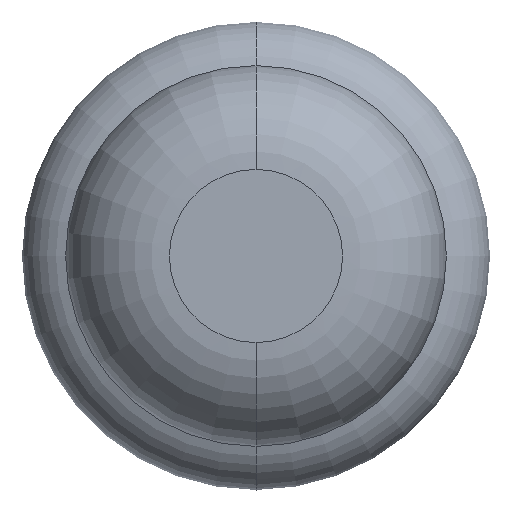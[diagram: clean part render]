
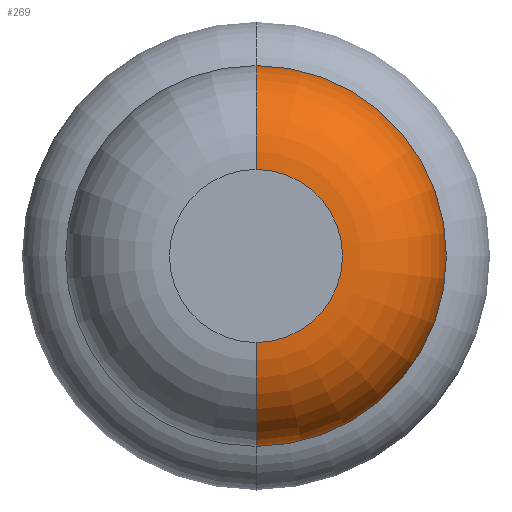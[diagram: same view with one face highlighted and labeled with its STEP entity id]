
A CAD part, front view. The second image highlights one B-rep face of the part: STEP entity #269.
In plain terms, the highlighted toroidal (fillet/blend) face has major radius 0.375 mm and minor radius 0.45 mm.
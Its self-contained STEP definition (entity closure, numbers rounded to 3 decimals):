
#135 = CARTESIAN_POINT ( 'NONE',  ( 0., -23.55, 0.375 ) ) ;
#142 = FACE_OUTER_BOUND ( 'NONE', #230, .T. ) ;
#199 = CARTESIAN_POINT ( 'NONE',  ( 0., -24., 0.375 ) ) ;
#206 = DIRECTION ( 'NONE',  ( 0., 0., -1. ) ) ;
#230 = EDGE_LOOP ( 'NONE', ( #1592, #253, #1053, #4564 ) ) ;
#253 = ORIENTED_EDGE ( 'NONE', *, *, #1205, .T. ) ;
#269 = ADVANCED_FACE ( 'NONE', ( #142 ), #1280, .T. ) ;
#327 = VERTEX_POINT ( 'NONE', #1032 ) ;
#513 = DIRECTION ( 'NONE',  ( -1., 0., 0. ) ) ;
#656 = AXIS2_PLACEMENT_3D ( 'NONE', #135, #513, #4588 ) ;
#800 = CIRCLE ( 'NONE', #656, 0.45 ) ;
#906 = DIRECTION ( 'NONE',  ( 0., 0., 1. ) ) ;
#943 = AXIS2_PLACEMENT_3D ( 'NONE', #2734, #1670, #2409 ) ;
#1032 = CARTESIAN_POINT ( 'NONE',  ( 0., -24., -0.375 ) ) ;
#1053 = ORIENTED_EDGE ( 'NONE', *, *, #3141, .F. ) ;
#1205 = EDGE_CURVE ( 'NONE', #327, #4619, #2269, .T. ) ;
#1234 = CIRCLE ( 'NONE', #4081, 0.375 ) ;
#1273 = CARTESIAN_POINT ( 'NONE',  ( 0., -23.55, -0.375 ) ) ;
#1280 = TOROIDAL_SURFACE ( 'NONE', #943, 0.375, 0.45 ) ;
#1313 = DIRECTION ( 'NONE',  ( 0., 0., 1. ) ) ;
#1592 = ORIENTED_EDGE ( 'NONE', *, *, #2432, .T. ) ;
#1597 = VERTEX_POINT ( 'NONE', #199 ) ;
#1670 = DIRECTION ( 'NONE',  ( 0., 1., 0. ) ) ;
#1690 = CARTESIAN_POINT ( 'NONE',  ( 0., -23.55, -0.825 ) ) ;
#1923 = CIRCLE ( 'NONE', #3143, 0.825 ) ;
#2003 = CARTESIAN_POINT ( 'NONE',  ( 0., -24., 0. ) ) ;
#2049 = DIRECTION ( 'NONE',  ( 1., 0., 0. ) ) ;
#2269 = CIRCLE ( 'NONE', #4250, 0.45 ) ;
#2409 = DIRECTION ( 'NONE',  ( 0., 0., 1. ) ) ;
#2432 = EDGE_CURVE ( 'NONE', #1597, #327, #1234, .T. ) ;
#2466 = CARTESIAN_POINT ( 'NONE',  ( 0., -23.55, 0. ) ) ;
#2734 = CARTESIAN_POINT ( 'NONE',  ( 0., -23.55, 0. ) ) ;
#3141 = EDGE_CURVE ( 'NONE', #3467, #4619, #1923, .T. ) ;
#3143 = AXIS2_PLACEMENT_3D ( 'NONE', #2466, #3961, #1313 ) ;
#3450 = DIRECTION ( 'NONE',  ( 0., 1., 0. ) ) ;
#3467 = VERTEX_POINT ( 'NONE', #4219 ) ;
#3528 = EDGE_CURVE ( 'NONE', #1597, #3467, #800, .T. ) ;
#3961 = DIRECTION ( 'NONE',  ( 0., 1., 0. ) ) ;
#4081 = AXIS2_PLACEMENT_3D ( 'NONE', #2003, #3450, #906 ) ;
#4219 = CARTESIAN_POINT ( 'NONE',  ( 0., -23.55, 0.825 ) ) ;
#4250 = AXIS2_PLACEMENT_3D ( 'NONE', #1273, #2049, #206 ) ;
#4564 = ORIENTED_EDGE ( 'NONE', *, *, #3528, .F. ) ;
#4588 = DIRECTION ( 'NONE',  ( 0., 0., 1. ) ) ;
#4619 = VERTEX_POINT ( 'NONE', #1690 ) ;
